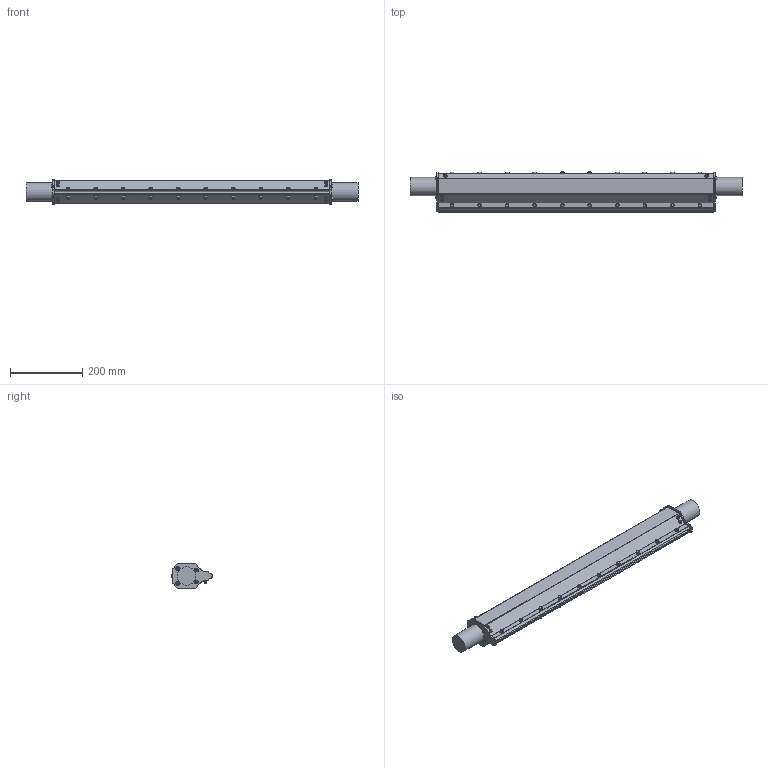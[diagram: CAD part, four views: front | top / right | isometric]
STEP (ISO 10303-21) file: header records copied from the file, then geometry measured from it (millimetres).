
FILE_DESCRIPTION(/* description */ (''),/* implementation_level */ '2;1');
FILE_NAME(/* name */ 'KA2130930 AIR KNIFE, .125 X 30 DUMMY.stp',/* time_stamp */ '2018-02-22T12:12:27-05:00',/* author */ ('James'),/* organization */ (''),/* preprocessor_version */ 'ST-DEVELOPER v16.5',/* originating_system */ 'Autodesk Inventor 2017',/* authorisation */ '');
FILE_SCHEMA (('AUTOMOTIVE_DESIGN { 1 0 10303 214 3 1 1 }'));
Products named in the file (1): KA2130930 AIR KNIFE, .125 X 30 DUMMY
Bounding box: 919.18 x 112.08 x 71.12 mm (x, y, z)
Volume: 3936378.3 mm3; surface area: 273789.6 mm2
Topology: 1 solids, 1 shells, 677 faces, 1486 edges, 964 vertices
Faces by surface type: plane 275, cylinder 192, cone 150, sphere 30, bspline 20, torus 10
Full cylindrical faces by diameter (mm): 7.6 x8, 8.5 x10, 9 x8, 9.5 x12, 10 x20, 10.135 x10, 10.5 x10, 11 x22, 50.8 x2
Entity records: 46233 total; most frequent: CARTESIAN_POINT 32306, DIRECTION 2874, ORIENTED_EDGE 2568, EDGE_CURVE 1284, AXIS2_PLACEMENT_3D 1252, EDGE_LOOP 972, VERTEX_POINT 904, FACE_OUTER_BOUND 677
